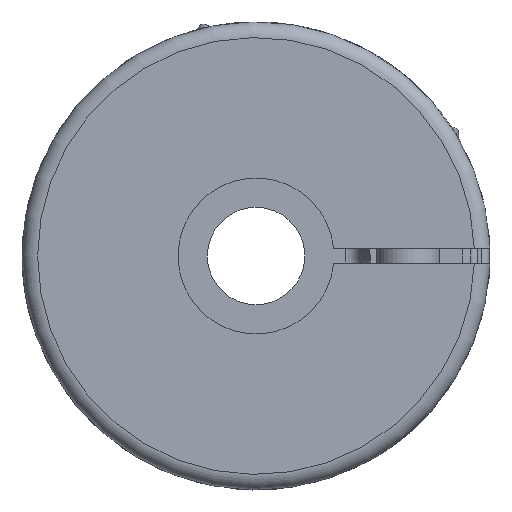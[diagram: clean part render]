
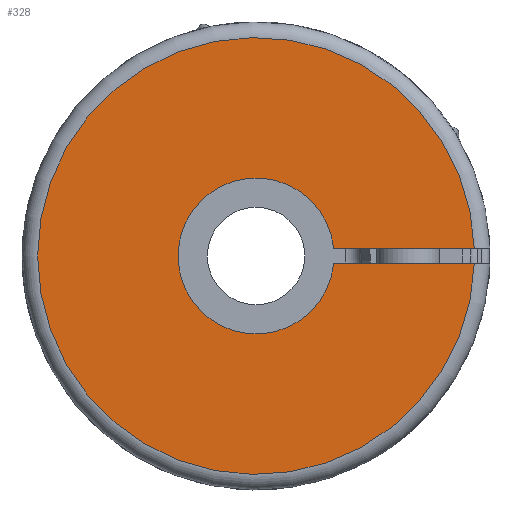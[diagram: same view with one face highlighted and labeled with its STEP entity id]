
A CAD part, left-side view. The second image highlights one B-rep face of the part: STEP entity #328.
In plain terms, the highlighted planar face has unit normal (-1, 0, 0).
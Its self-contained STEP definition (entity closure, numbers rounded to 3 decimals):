
#328 = ADVANCED_FACE( '', ( #837 ), #838, .T. );
#837 = FACE_OUTER_BOUND( '', #1548, .T. );
#838 = PLANE( '', #1549 );
#1548 = EDGE_LOOP( '', ( #2599, #2600, #2601, #2602 ) );
#1549 = AXIS2_PLACEMENT_3D( '', #2603, #2604, #2605 );
#2599 = ORIENTED_EDGE( '', *, *, #4341, .T. );
#2600 = ORIENTED_EDGE( '', *, *, #4215, .F. );
#2601 = ORIENTED_EDGE( '', *, *, #4363, .T. );
#2602 = ORIENTED_EDGE( '', *, *, #4425, .T. );
#2603 = CARTESIAN_POINT( '', ( 0., 0., 6. ) );
#2604 = DIRECTION( '', ( -1., 0., 0. ) );
#2605 = DIRECTION( '', ( 0., 0., 1. ) );
#4215 = EDGE_CURVE( '', #5105, #5100, #5107, .T. );
#4341 = EDGE_CURVE( '', #5309, #5100, #5310, .T. );
#4363 = EDGE_CURVE( '', #5105, #5344, #5346, .T. );
#4425 = EDGE_CURVE( '', #5344, #5309, #5444, .T. );
#5100 = VERTEX_POINT( '', #6388 );
#5105 = VERTEX_POINT( '', #6394 );
#5107 = CIRCLE( '', #6397, 10. );
#5309 = VERTEX_POINT( '', #6775 );
#5310 = LINE( '', #6776, #6777 );
#5344 = VERTEX_POINT( '', #6872 );
#5346 = LINE( '', #6887, #6888 );
#5444 = CIRCLE( '', #7026, 28. );
#6388 = CARTESIAN_POINT( '', ( 0., -9.95, -1. ) );
#6394 = CARTESIAN_POINT( '', ( 0., -9.95, 1. ) );
#6397 = AXIS2_PLACEMENT_3D( '', #8533, #8534, #8535 );
#6775 = CARTESIAN_POINT( '', ( 0., -27.982, -1. ) );
#6776 = CARTESIAN_POINT( '', ( 0., -29.983, -1. ) );
#6777 = VECTOR( '', #8685, 1000. );
#6872 = CARTESIAN_POINT( '', ( 0., -27.982, 1. ) );
#6887 = CARTESIAN_POINT( '', ( 0., -5.916, 1. ) );
#6888 = VECTOR( '', #8700, 1000. );
#7026 = AXIS2_PLACEMENT_3D( '', #8828, #8829, #8830 );
#8533 = CARTESIAN_POINT( '', ( 0., 0., 0. ) );
#8534 = DIRECTION( '', ( -1., 0., 0. ) );
#8535 = DIRECTION( '', ( 0., 0., 1. ) );
#8685 = DIRECTION( '', ( 0., 1., 0. ) );
#8700 = DIRECTION( '', ( 0., -1., 0. ) );
#8828 = CARTESIAN_POINT( '', ( 0., 0., 0. ) );
#8829 = DIRECTION( '', ( -1., 0., 0. ) );
#8830 = DIRECTION( '', ( 0., 0., 1. ) );
